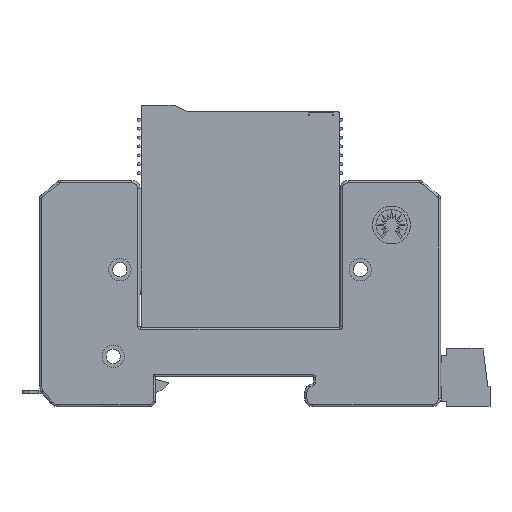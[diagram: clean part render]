
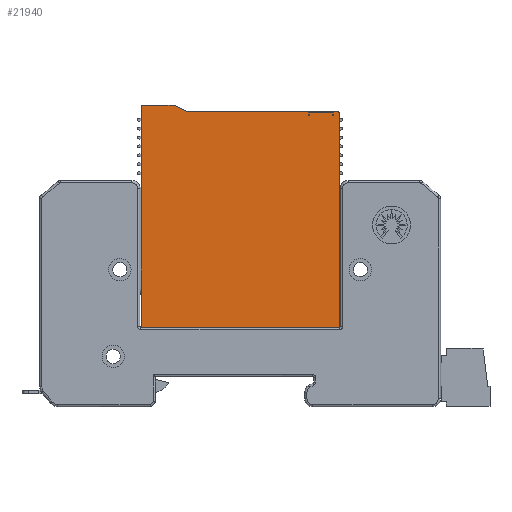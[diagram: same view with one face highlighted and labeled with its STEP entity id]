
A CAD part, front view. The second image highlights one B-rep face of the part: STEP entity #21940.
In plain terms, the highlighted planar face has unit normal (0, -1, 0).
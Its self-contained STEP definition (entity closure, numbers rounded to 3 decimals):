
#3960=CARTESIAN_POINT('',(-194.157,928.111,26.013)
);
#3970=VERTEX_POINT('',#3960);
#4000=CARTESIAN_POINT('',(-193.857,928.111,26.013)
);
#4010=DIRECTION('',(0.,1.,0.));
#4020=DIRECTION('',(-1.,0.,0.));
#4030=AXIS2_PLACEMENT_3D('',#4000,#4010,#4020);
#4040=CIRCLE('',#4030,0.3);
#4050=CARTESIAN_POINT('',(-193.857,928.111,25.713)
);
#4060=VERTEX_POINT('',#4050);
#4070=EDGE_CURVE('',#4060,#3970,#4040,.T.);
#4940=CARTESIAN_POINT('',(-149.957,928.111,25.713)
);
#4950=VERTEX_POINT('',#4940);
#4980=CARTESIAN_POINT('',(-149.957,928.111,26.013)
);
#4990=DIRECTION('',(0.,1.,0.));
#5000=DIRECTION('',(-1.,0.,0.));
#5010=AXIS2_PLACEMENT_3D('',#4980,#4990,#5000);
#5020=CIRCLE('',#5010,0.3);
#5030=CARTESIAN_POINT('',(-149.657,928.111,26.013)
);
#5040=VERTEX_POINT('',#5030);
#5050=EDGE_CURVE('',#5040,#4950,#5020,.T.);
#7150=CARTESIAN_POINT('',(-194.157,928.111,75.313)
);
#7160=VERTEX_POINT('',#7150);
#7210=CARTESIAN_POINT('',(-194.157,928.111,34.454)
);
#7220=DIRECTION('',(0.,0.,-1.));
#7230=VECTOR('',#7220,1.);
#7240=LINE('',#7210,#7230);
#7250=EDGE_CURVE('',#7160,#3970,#7240,.T.);
#16540=CARTESIAN_POINT('',(-149.657,928.111,73.813
));
#16550=VERTEX_POINT('',#16540);
#16600=CARTESIAN_POINT('',(-149.957,928.111,73.813
));
#16610=DIRECTION('',(0.,1.,0.));
#16620=DIRECTION('',(-1.,0.,0.));
#16630=AXIS2_PLACEMENT_3D('',#16600,#16610,#16620);
#16640=CIRCLE('',#16630,0.3);
#16650=CARTESIAN_POINT('',(-149.957,928.111,74.113));
#16660=VERTEX_POINT('',#16650);
#16670=EDGE_CURVE('',#16660,#16550,#16640,.T.);
#16930=CARTESIAN_POINT('',(-211.458,928.111,
74.113));
#16940=DIRECTION('',(-1.,0.,0.));
#16950=VECTOR('',#16940,1.);
#16960=LINE('',#16930,#16950);
#16970=CARTESIAN_POINT('',(-150.957,928.111,74.113));
#16980=VERTEX_POINT('',#16970);
#16990=EDGE_CURVE('',#16660,#16980,#16960,.T.);
#17210=CARTESIAN_POINT('',(-156.557,928.111,74.113));
#17220=VERTEX_POINT('',#17210);
#17250=CARTESIAN_POINT('',(-211.458,928.111,
74.113));
#17260=DIRECTION('',(-1.,0.,0.));
#17270=VECTOR('',#17260,1.);
#17280=LINE('',#17250,#17270);
#17290=CARTESIAN_POINT('',(-183.507,928.111,74.113
));
#17300=VERTEX_POINT('',#17290);
#17310=EDGE_CURVE('',#17220,#17300,#17280,.T.);
#17560=CARTESIAN_POINT('',(-183.507,928.111,
75.163));
#17570=DIRECTION('',(0.,1.,0.));
#17580=DIRECTION('',(-1.,0.,0.));
#17590=AXIS2_PLACEMENT_3D('',#17560,#17570,#17580);
#17600=CIRCLE('',#17590,1.05);
#17610=CARTESIAN_POINT('',(-183.984,928.111,
74.227));
#17620=VERTEX_POINT('',#17610);
#17630=EDGE_CURVE('',#17300,#17620,#17600,.T.);
#17890=CARTESIAN_POINT('',(-211.458,928.111,
88.215));
#17900=DIRECTION('',(-0.891,0.,0.454));
#17910=VECTOR('',#17900,1.);
#17920=LINE('',#17890,#17910);
#17930=CARTESIAN_POINT('',(-186.481,928.111,
75.499));
#17940=VERTEX_POINT('',#17930);
#17950=EDGE_CURVE('',#17620,#17940,#17920,.T.);
#18200=CARTESIAN_POINT('',(-186.957,928.111,74.563
));
#18210=DIRECTION('',(0.,1.,0.));
#18220=DIRECTION('',(-1.,0.,0.));
#18230=AXIS2_PLACEMENT_3D('',#18200,#18210,#18220);
#18240=CIRCLE('',#18230,1.05);
#18250=CARTESIAN_POINT('',(-186.957,928.111,75.613
));
#18260=VERTEX_POINT('',#18250);
#18270=EDGE_CURVE('',#18260,#17940,#18240,.T.);
#20610=CARTESIAN_POINT('',(-149.657,928.111,34.454
));
#20620=DIRECTION('',(0.,0.,1.));
#20630=VECTOR('',#20620,1.);
#20640=LINE('',#20610,#20630);
#20650=EDGE_CURVE('',#5040,#16550,#20640,.T.);
#20780=CARTESIAN_POINT('',(-188.782,928.111,75.613
));
#20790=DIRECTION('',(-1.,0.,0.));
#20800=VECTOR('',#20790,1.);
#20810=LINE('',#20780,#20800);
#20820=CARTESIAN_POINT('',(-193.857,928.111,75.613
));
#20830=VERTEX_POINT('',#20820);
#20840=EDGE_CURVE('',#18260,#20830,#20810,.T.);
#21130=CARTESIAN_POINT('',(-199.12,928.111,
60.782));
#21140=DIRECTION('',(0.,1.,0.));
#21150=DIRECTION('',(-0.781,0.,
-0.625));
#21160=AXIS2_PLACEMENT_3D('',#21130,#21140,#21150);
#21170=PLANE('',#21160);
#21180=CARTESIAN_POINT('',(-150.957,928.111,34.454
));
#21190=DIRECTION('',(0.,0.,1.));
#21200=VECTOR('',#21190,1.);
#21210=LINE('',#21180,#21200);
#21220=CARTESIAN_POINT('',(-150.957,928.111,73.383
));
#21230=VERTEX_POINT('',#21220);
#21240=EDGE_CURVE('',#21230,#16980,#21210,.T.);
#21250=ORIENTED_EDGE('',*,*,#21240,.F.);
#21260=ORIENTED_EDGE('',*,*,#16990,.T.);
#21270=ORIENTED_EDGE('',*,*,#16670,.F.);
#21280=ORIENTED_EDGE('',*,*,#20650,.T.);
#21290=ORIENTED_EDGE('',*,*,#5050,.F.);
#21300=CARTESIAN_POINT('',(-211.458,928.111,
25.713));
#21310=DIRECTION('',(-1.,0.,0.));
#21320=VECTOR('',#21310,1.);
#21330=LINE('',#21300,#21320);
#21340=EDGE_CURVE('',#4950,#4060,#21330,.T.);
#21350=ORIENTED_EDGE('',*,*,#21340,.F.);
#21360=ORIENTED_EDGE('',*,*,#4070,.F.);
#21370=ORIENTED_EDGE('',*,*,#7250,.T.);
#21380=CARTESIAN_POINT('',(-193.857,928.111,75.313
));
#21390=DIRECTION('',(0.,1.,0.));
#21400=DIRECTION('',(-1.,0.,0.));
#21410=AXIS2_PLACEMENT_3D('',#21380,#21390,#21400);
#21420=CIRCLE('',#21410,0.3);
#21430=EDGE_CURVE('',#7160,#20830,#21420,.T.);
#21440=ORIENTED_EDGE('',*,*,#21430,.F.);
#21450=ORIENTED_EDGE('',*,*,#20840,.T.);
#21460=ORIENTED_EDGE('',*,*,#18270,.F.);
#21470=ORIENTED_EDGE('',*,*,#17950,.T.);
#21480=ORIENTED_EDGE('',*,*,#17630,.T.);
#21490=ORIENTED_EDGE('',*,*,#17310,.T.);
#21500=CARTESIAN_POINT('',(-156.557,928.111,34.454
));
#21510=DIRECTION('',(0.,0.,-1.));
#21520=VECTOR('',#21510,1.);
#21530=LINE('',#21500,#21520);
#21540=CARTESIAN_POINT('',(-156.557,928.111,73.383
));
#21550=VERTEX_POINT('',#21540);
#21560=EDGE_CURVE('',#17220,#21550,#21530,.T.);
#21570=ORIENTED_EDGE('',*,*,#21560,.F.);
#21580=CARTESIAN_POINT('',(-211.458,928.111,
73.383));
#21590=DIRECTION('',(1.,0.,0.));
#21600=VECTOR('',#21590,1.);
#21610=LINE('',#21580,#21600);
#21620=CARTESIAN_POINT('',(-156.407,928.111,73.383
));
#21630=VERTEX_POINT('',#21620);
#21640=EDGE_CURVE('',#21550,#21630,#21610,.T.);
#21650=ORIENTED_EDGE('',*,*,#21640,.F.);
#21660=CARTESIAN_POINT('',(-156.407,928.111,72.492));
#21670=DIRECTION('',(0.,0.,1.));
#21680=VECTOR('',#21670,1.);
#21690=LINE('',#21660,#21680);
#21700=CARTESIAN_POINT('',(-156.407,928.111,73.892));
#21710=VERTEX_POINT('',#21700);
#21720=EDGE_CURVE('',#21630,#21710,#21690,.T.);
#21730=ORIENTED_EDGE('',*,*,#21720,.F.);
#21740=CARTESIAN_POINT('',(-211.458,928.111,73.892)
);
#21750=DIRECTION('',(-1.,0.,0.));
#21760=VECTOR('',#21750,1.);
#21770=LINE('',#21740,#21760);
#21780=CARTESIAN_POINT('',(-151.107,928.111,73.892));
#21790=VERTEX_POINT('',#21780);
#21800=EDGE_CURVE('',#21790,#21710,#21770,.T.);
#21810=ORIENTED_EDGE('',*,*,#21800,.T.);
#21820=CARTESIAN_POINT('',(-151.107,928.111,34.454
));
#21830=DIRECTION('',(-0.,0.,-1.));
#21840=VECTOR('',#21830,1.);
#21850=LINE('',#21820,#21840);
#21860=CARTESIAN_POINT('',(-151.107,928.111,73.383
));
#21870=VERTEX_POINT('',#21860);
#21880=EDGE_CURVE('',#21790,#21870,#21850,.T.);
#21890=ORIENTED_EDGE('',*,*,#21880,.F.);
#21900=EDGE_CURVE('',#21870,#21230,#21610,.T.);
#21910=ORIENTED_EDGE('',*,*,#21900,.F.);
#21920=EDGE_LOOP('',(#21910,#21890,#21810,#21730,#21650,#21570,#21490,
#21480,#21470,#21460,#21450,#21440,#21370,#21360,#21350,#21290,#21280,
#21270,#21260,#21250));
#21930=FACE_OUTER_BOUND('',#21920,.T.);
#21940=ADVANCED_FACE('',(#21930),#21170,.F.);
